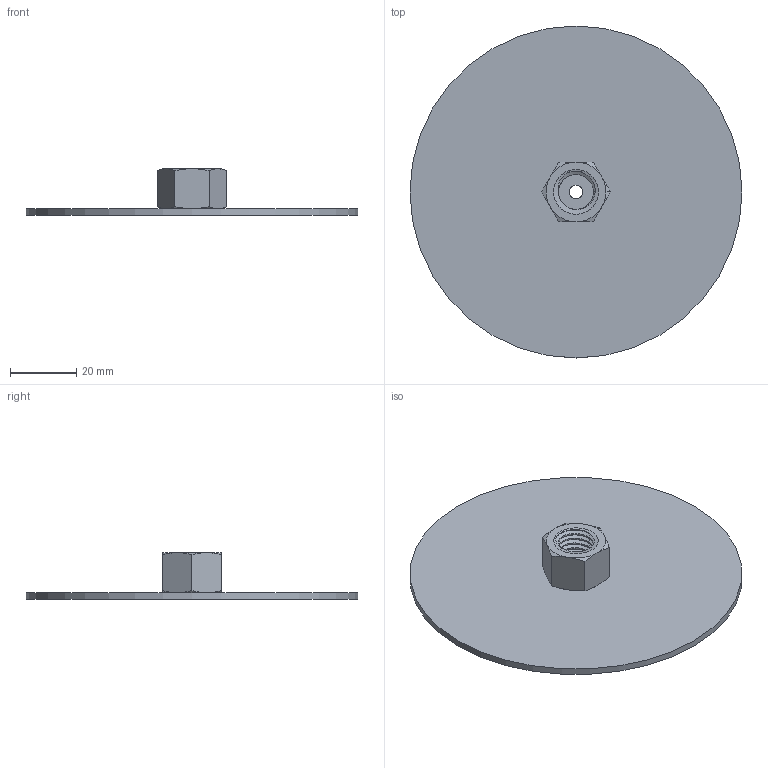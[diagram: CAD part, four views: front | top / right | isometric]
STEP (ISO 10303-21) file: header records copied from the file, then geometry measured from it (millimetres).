
FILE_DESCRIPTION(('FreeCAD Model'),'2;1');
FILE_NAME('Open CASCADE Shape Model','2025-11-23T11:29:36',(''),(''), 'Open CASCADE STEP processor 7.8','FreeCAD','Unknown');
FILE_SCHEMA(('AUTOMOTIVE_DESIGN { 1 0 10303 214 1 1 1 1 }'));
Length unit declared in the file: millimetre
Products named in the file (1): spinning
Bounding box: 100 x 100 x 14 mm (x, y, z)
Volume: 15625 mm3; surface area: 18694.6 mm2
Topology: 1 solids, 1 shells, 212 faces, 514 edges, 331 vertices
Faces by surface type: plane 107, cylinder 65, bspline 24, cone 16
Full cylindrical faces by diameter (mm): 4 x1, 10.566 x5, 100 x1
Entity records: 17881 total; most frequent: CARTESIAN_POINT 7613, DIRECTION 1895, LINE 1086, VECTOR 1086, ORIENTED_EDGE 1028, PCURVE 1028, DEFINITIONAL_REPRESENTATION 1028, EDGE_CURVE 514
